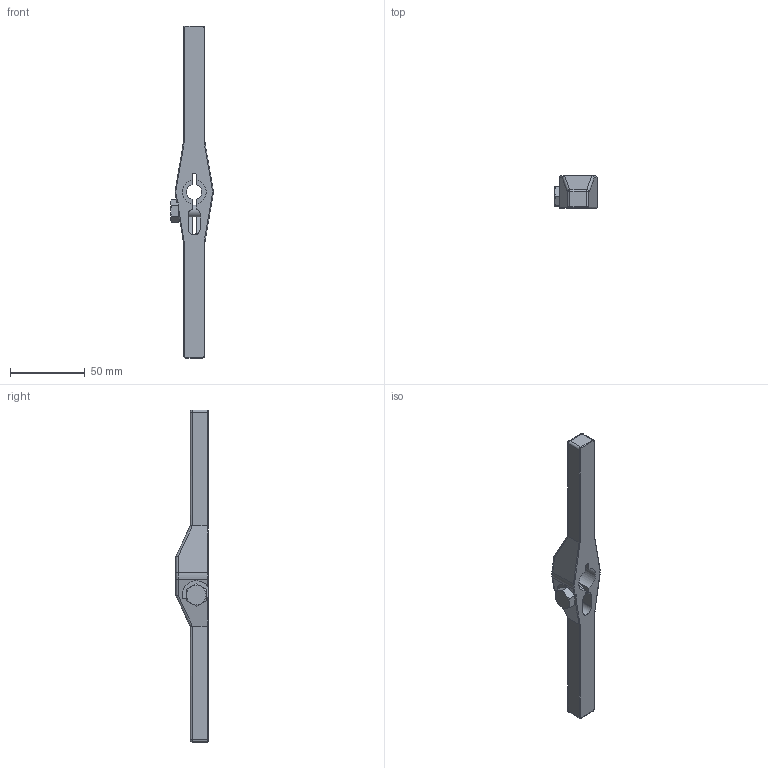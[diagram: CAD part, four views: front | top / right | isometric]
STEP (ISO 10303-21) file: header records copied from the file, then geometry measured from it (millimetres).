
FILE_DESCRIPTION((''),'2;1');
FILE_NAME('ILCM44121500','2020-02-04T',('npeters'),(''),'PRO/ENGINEER BY PARAMETRIC TECHNOLOGY CORPORATION, 2013320','PRO/ENGINEER BY PARAMETRIC TECHNOLOGY CORPORATION, 2013320','');
FILE_SCHEMA(('AUTOMOTIVE_DESIGN { 1 0 10303 214 1 1 1 1 }'));
Length unit declared in the file: millimetre
Products named in the file (1): ILCM44121500
Bounding box: 28.3 x 21.59 x 222 mm (x, y, z)
Volume: 46464.7 mm3; surface area: 15913.6 mm2
Topology: 1 solids, 1 shells, 106 faces, 277 edges, 171 vertices
Faces by surface type: cylinder 51, plane 37, torus 8, cone 6, sphere 4
Entity records: 4541 total; most frequent: CARTESIAN_POINT 899, ORIENTED_EDGE 554, DIRECTION 517, PRESENTATION_STYLE_ASSIGNMENT 293, STYLED_ITEM 278, CURVE_STYLE 277, EDGE_CURVE 277, AXIS2_PLACEMENT_3D 188
